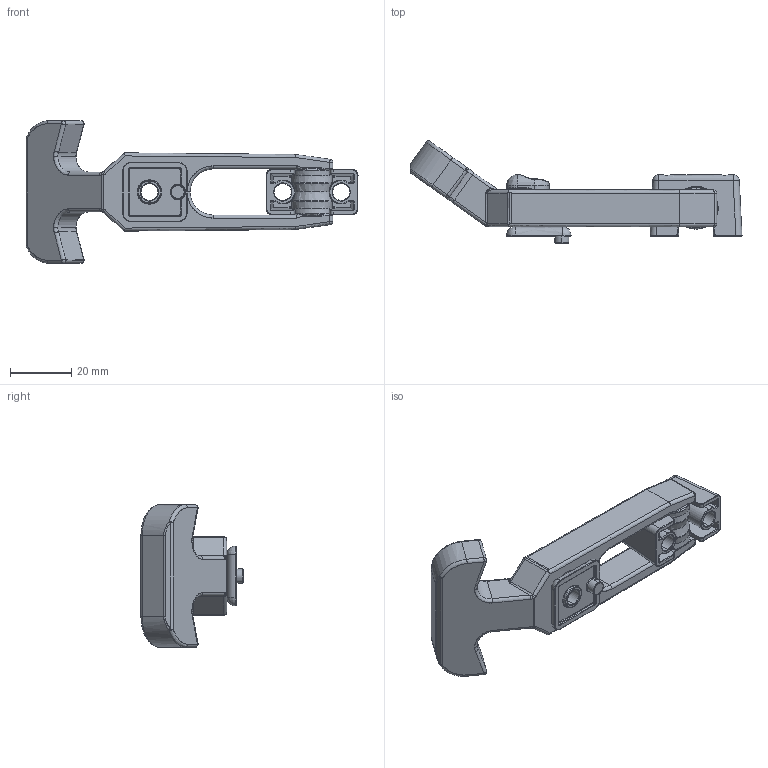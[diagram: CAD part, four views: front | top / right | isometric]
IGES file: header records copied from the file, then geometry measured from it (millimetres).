
Start section: SolidWorks IGES file using analytic representation for surfaces
Global section: file name: TSL-A78-1.IGS; native system: SolidWorks 2016; preprocessor: SolidWorks 2016; author: death; date: 231027.095120; units: millimetre
Bounding box: 108.24 x 33.3 x 46.5 mm (x, y, z)
Surface area: 14812.8 mm2 (no closed solid volume)
Topology: 0 solids, 0 shells, 566 faces, 4564 edges, 4544 vertices
Faces by surface type: bspline 315, revolution 251
